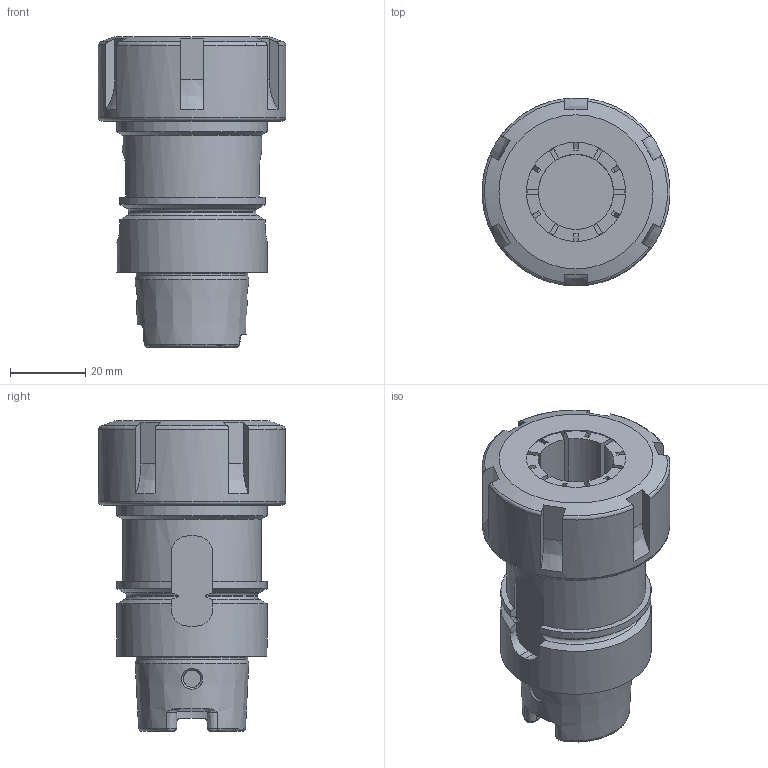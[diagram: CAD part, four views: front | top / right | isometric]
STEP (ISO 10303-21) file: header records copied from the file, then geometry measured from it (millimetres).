
FILE_DESCRIPTION(/* description */ (''),/* implementation_level */ '2;1');
FILE_NAME(/* name */ 'W2300001A.stp',/* time_stamp */ '2009-05-07T10:38:42+02:00',/* author */ (''),/* organization */ (''),/* preprocessor_version */ 'ST-DEVELOPER v11',/* originating_system */ 'UGS - NX 5.0',/* authorisation */ '');
FILE_SCHEMA (('AUTOMOTIVE_DESIGN { 1 0 10303 214 0 1 1 1 }'));
Length unit declared in the file: millimetre
Products named in the file (1): krue9E5D9kk8
Bounding box: 50 x 50 x 82.67 mm (x, y, z)
Volume: 79540.5 mm3; surface area: 25287.9 mm2
Topology: 1 solids, 1 shells, 255 faces, 761 edges, 492 vertices
Faces by surface type: plane 125, cylinder 54, cone 37, bspline 20, torus 19
Full cylindrical faces by diameter (mm): 4.6 x2, 20 x1, 21 x1, 29.6 x1, 33.57 x1, 37 x1, 38.5 x1, 40 x2, 40.5 x1, 50 x1
Entity records: 10221 total; most frequent: CARTESIAN_POINT 3799, ORIENTED_EDGE 1424, DIRECTION 1197, EDGE_CURVE 712, VERTEX_POINT 473, AXIS2_PLACEMENT_3D 459, EDGE_LOOP 305, LINE 279
